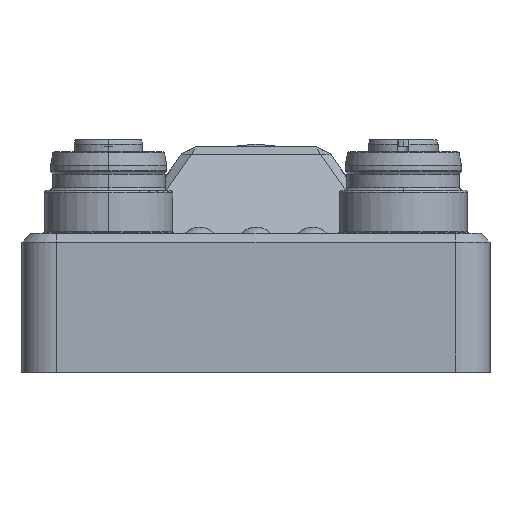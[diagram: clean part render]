
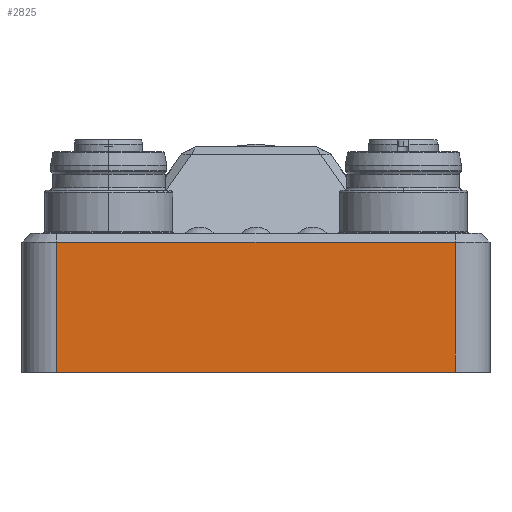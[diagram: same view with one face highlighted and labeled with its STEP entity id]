
A CAD part, front view. The second image highlights one B-rep face of the part: STEP entity #2825.
In plain terms, the highlighted planar face has unit normal (0, -1, 0).
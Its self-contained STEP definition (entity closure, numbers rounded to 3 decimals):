
#2798=AXIS2_PLACEMENT_3D('Plane Axis2P3D',#2795,#2796,#2797) ;
#2773=CARTESIAN_POINT('Vertex',(4.,0.,15.)) ;
#2780=CARTESIAN_POINT('Vertex',(4.,0.,0.)) ;
#2783=CARTESIAN_POINT('Line Origine',(4.,0.,0.)) ;
#2795=CARTESIAN_POINT('Axis2P3D Location',(50.,0.,0.)) ;
#2800=CARTESIAN_POINT('Line Origine',(27.,0.,15.)) ;
#2804=CARTESIAN_POINT('Vertex',(50.,0.,15.)) ;
#2807=CARTESIAN_POINT('Line Origine',(27.,0.,0.)) ;
#2811=CARTESIAN_POINT('Vertex',(50.,0.,0.)) ;
#2814=CARTESIAN_POINT('Line Origine',(50.,0.,7.5)) ;
#2784=DIRECTION('Vector Direction',(0.,0.,1.)) ;
#2796=DIRECTION('Axis2P3D Direction',(0.,-1.,0.)) ;
#2797=DIRECTION('Axis2P3D XDirection',(0.,0.,-1.)) ;
#2801=DIRECTION('Vector Direction',(1.,0.,0.)) ;
#2808=DIRECTION('Vector Direction',(-1.,0.,0.)) ;
#2815=DIRECTION('Vector Direction',(0.,0.,1.)) ;
#2785=VECTOR('Line Direction',#2784,1.) ;
#2802=VECTOR('Line Direction',#2801,1.) ;
#2809=VECTOR('Line Direction',#2808,1.) ;
#2816=VECTOR('Line Direction',#2815,1.) ;
#2820=ORIENTED_EDGE('',*,*,#2806,.F.) ;
#2821=ORIENTED_EDGE('',*,*,#2787,.F.) ;
#2822=ORIENTED_EDGE('',*,*,#2813,.F.) ;
#2823=ORIENTED_EDGE('',*,*,#2818,.T.) ;
#2825=ADVANCED_FACE('327588.1\\NAUO1\\Hauptk\X2\00F6\X0\rper',(#2824),#2799,.T.) ;
#2787=EDGE_CURVE('',#2781,#2774,#2786,.T.) ;
#2806=EDGE_CURVE('',#2774,#2805,#2803,.T.) ;
#2813=EDGE_CURVE('',#2812,#2781,#2810,.T.) ;
#2818=EDGE_CURVE('',#2812,#2805,#2817,.T.) ;
#2819=EDGE_LOOP('',(#2820,#2821,#2822,#2823)) ;
#2824=FACE_OUTER_BOUND('',#2819,.T.) ;
#2786=LINE('Line',#2783,#2785) ;
#2803=LINE('Line',#2800,#2802) ;
#2810=LINE('Line',#2807,#2809) ;
#2817=LINE('Line',#2814,#2816) ;
#2799=PLANE('',#2798) ;
#2774=VERTEX_POINT('',#2773) ;
#2781=VERTEX_POINT('',#2780) ;
#2805=VERTEX_POINT('',#2804) ;
#2812=VERTEX_POINT('',#2811) ;
